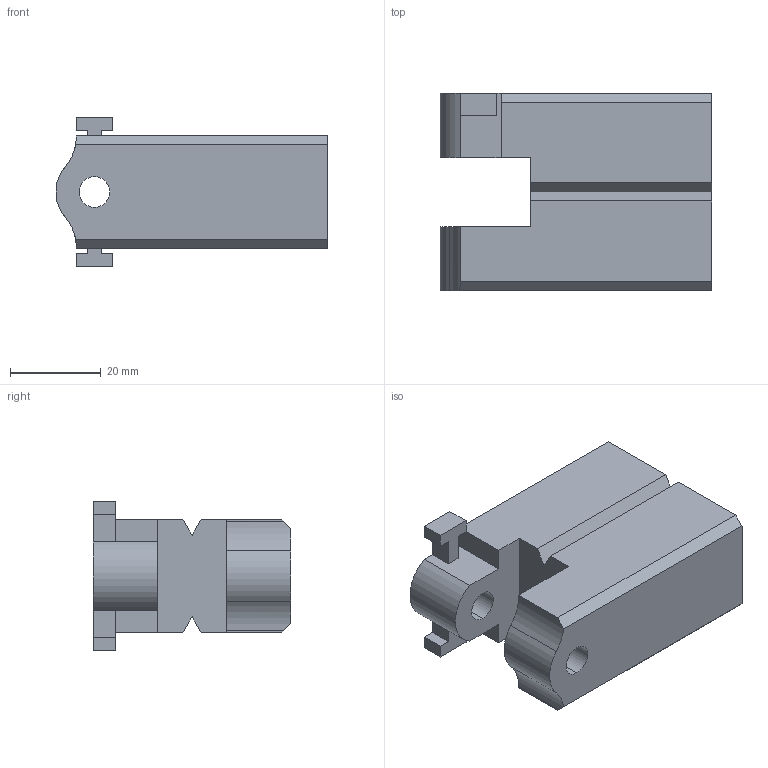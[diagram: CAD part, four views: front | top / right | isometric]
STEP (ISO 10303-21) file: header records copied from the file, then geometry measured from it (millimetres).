
FILE_DESCRIPTION (( 'STEP AP214' ), '1' );
FILE_NAME ('legs.STEP', '2025-05-15T02:01:10', ( '' ), ( '' ), 'SwSTEP 2.0', 'SolidWorks 2024', '' );
FILE_SCHEMA (( 'AUTOMOTIVE_DESIGN' ));
Length unit declared in the file: millimetre
Products named in the file (1): legs
Bounding box: 59.97 x 43.57 x 32.8 mm (x, y, z)
Volume: 44755.3 mm3; surface area: 13146.9 mm2
Topology: 1 solids, 1 shells, 59 faces, 168 edges, 112 vertices
Faces by surface type: plane 49, cylinder 10
Entity records: 1937 total; most frequent: CARTESIAN_POINT 346, ORIENTED_EDGE 336, DIRECTION 306, EDGE_CURVE 168, VECTOR 146, LINE 146, VERTEX_POINT 112, AXIS2_PLACEMENT_3D 80
